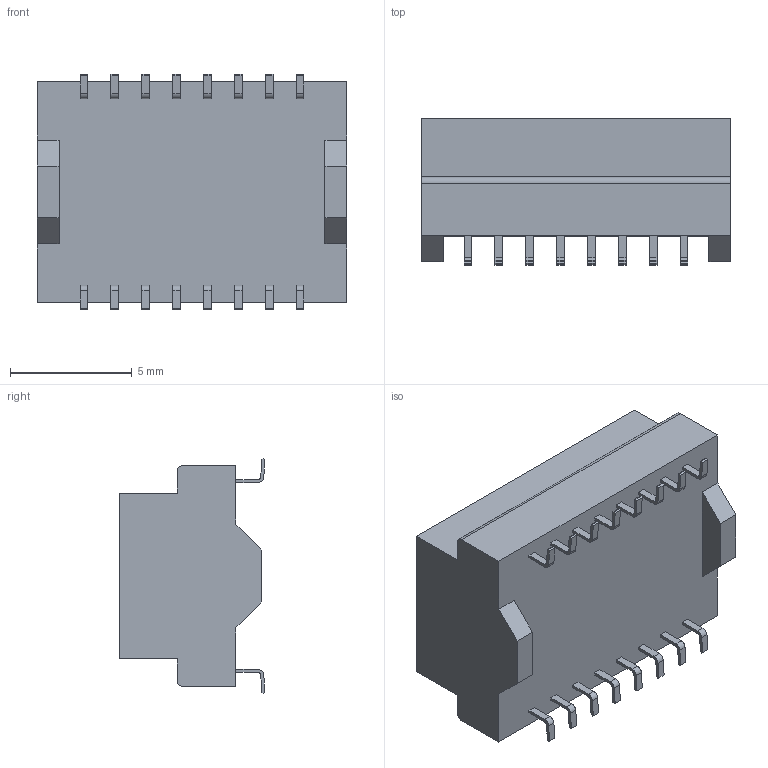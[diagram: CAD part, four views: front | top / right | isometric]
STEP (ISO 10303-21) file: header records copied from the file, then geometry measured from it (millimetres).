
FILE_DESCRIPTION (( 'STEP AP214' ), '1' );
FILE_NAME ('HX1188FNLT.STEP', '2019-08-02T22:50:41', ( '' ), ( '' ), 'SwSTEP 2.0', 'SolidWorks 2017',=======FILE_NAME ('User Library-trans_HX1188FNL.STEP', '2021-01-23T19:50:54', ( '' ), ( '' ), 'SwSTEP 2.0', 'SolidWorks 2020',>>>>>>> 584f672ea5357f4b5dcc1f39e9a5db3e236f64a8 '' );
FILE_SCHEMA (( 'AUTOMOTIVE_DESIGN' ));
Length unit declared in the file: inch
Products named in the file (2): HX1188FNLT; User Library-trans_HX1188FNL
Bounding box: 12.7 x 5.99 x 9.65 mm (x, y, z)
Volume: 492 mm3; surface area: 469.7 mm2
Topology: 17 solids, 17 shells, 199 faces, 492 edges, 328 vertices
Faces by surface type: plane 163, cylinder 36
Entity records: 32515 total; most frequent: CARTESIAN_POINT 6308, DIRECTION 4087, ORIENTED_EDGE 3740, EDGE_CURVE 2005, AXIS2_PLACEMENT_3D 1409, VECTOR 1269, LINE 1269, VERTEX_POINT 1216
